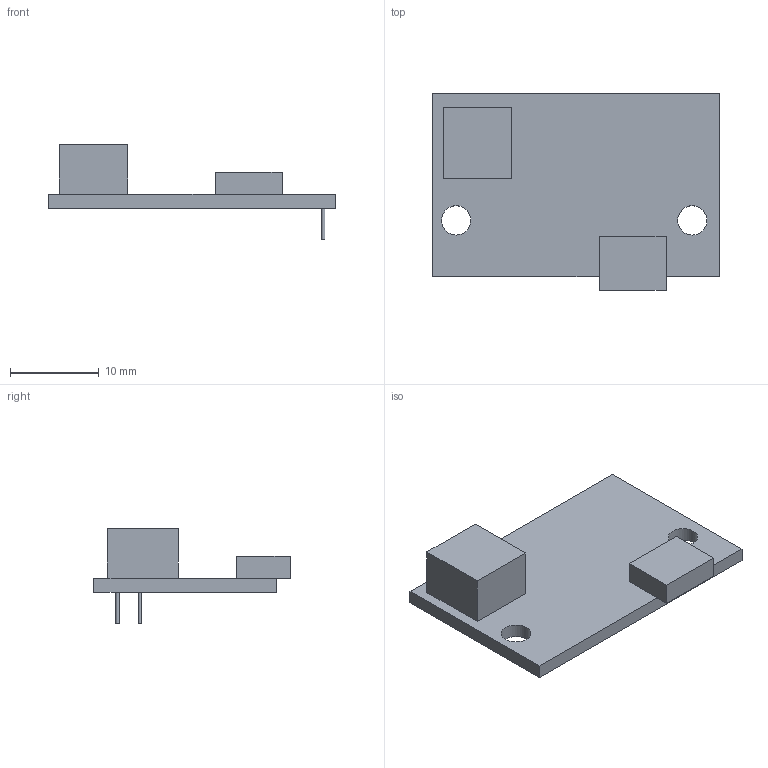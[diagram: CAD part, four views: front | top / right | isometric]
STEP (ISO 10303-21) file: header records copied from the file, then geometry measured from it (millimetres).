
FILE_DESCRIPTION(('FreeCAD Model'),'2;1');
FILE_NAME('Open CASCADE Shape Model','2025-02-27T16:55:18',(''),(''), 'Open CASCADE STEP processor 7.8','FreeCAD','Unknown');
FILE_SCHEMA(('AUTOMOTIVE_DESIGN { 1 0 10303 214 1 1 1 1 }'));
Length unit declared in the file: millimetre
Products named in the file (6): Unnamed; Body005; Body004; Body002; Body001; Body
Assembly tree (5 placements, depth 2):
  Unnamed
    Body005
    Body004
    Body002
    Body001
    Body
Bounding box: 32.3 x 22.1 x 10.7 mm (x, y, z)
Volume: 1495.6 mm3; surface area: 1964.8 mm2
Topology: 5 solids, 5 shells, 26 faces, 48 edges, 32 vertices
Faces by surface type: plane 22, cylinder 4
Full cylindrical faces by diameter (mm): 0.4 x2, 3.3 x2
Entity records: 794 total; most frequent: DIRECTION 120, CARTESIAN_POINT 112, ORIENTED_EDGE 96, EDGE_CURVE 48, AXIS2_PLACEMENT_3D 40, LINE 40, VECTOR 40, VERTEX_POINT 32
